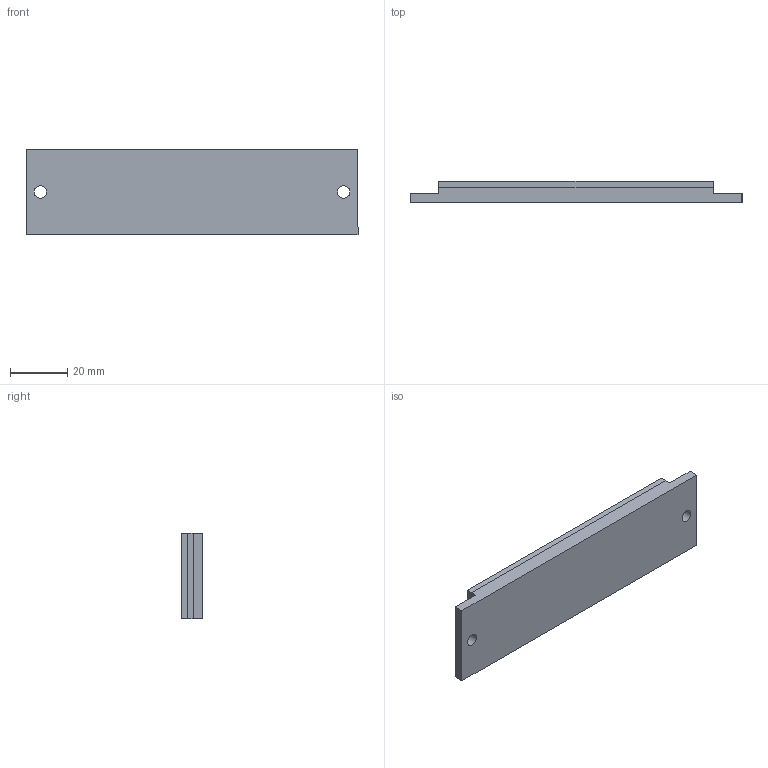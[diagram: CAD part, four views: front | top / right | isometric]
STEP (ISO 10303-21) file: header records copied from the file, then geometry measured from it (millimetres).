
FILE_DESCRIPTION (( 'STEP AP214' ), '1' );
FILE_NAME ('C3F10.STEP', '2020-09-01T20:06:50', ( '' ), ( '' ), 'SwSTEP 2.0', 'SolidWorks 2019', '' );
FILE_SCHEMA (( 'AUTOMOTIVE_DESIGN' ));
Length unit declared in the file: millimetre
Products named in the file (1): C3F10
Bounding box: 116 x 7.5 x 30 mm (x, y, z)
Volume: 23483.6 mm3; surface area: 15013.1 mm2
Topology: 2 solids, 2 shells, 28 faces, 66 edges, 44 vertices
Faces by surface type: plane 26, cylinder 2
Full cylindrical faces by diameter (mm): 4.3 x2
Entity records: 835 total; most frequent: CARTESIAN_POINT 137, ORIENTED_EDGE 128, DIRECTION 126, EDGE_CURVE 64, VECTOR 60, LINE 60, VERTEX_POINT 44, EDGE_LOOP 36
